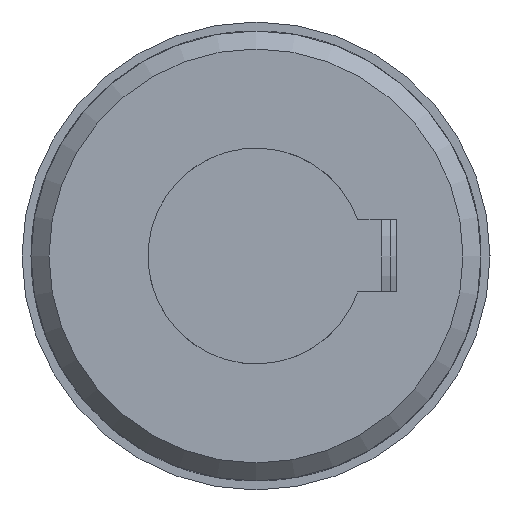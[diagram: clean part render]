
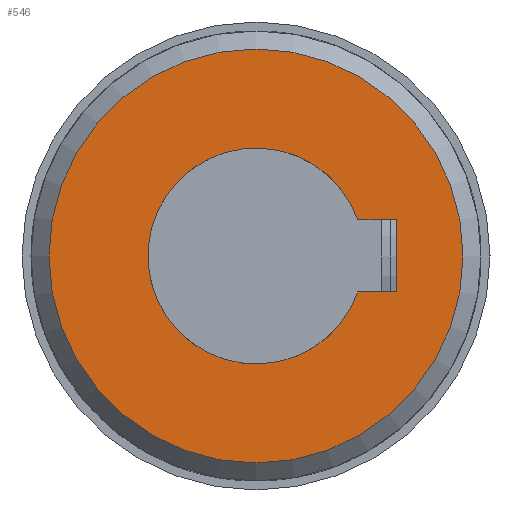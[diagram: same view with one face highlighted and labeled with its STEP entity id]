
A CAD part, left-side view. The second image highlights one B-rep face of the part: STEP entity #546.
In plain terms, the highlighted planar face has unit normal (-1, 0, 0).
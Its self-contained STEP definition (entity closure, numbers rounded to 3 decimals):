
#546 = ADVANCED_FACE( '', ( #1099, #1100 ), #1101, .T. );
#1099 = FACE_BOUND( '', #1681, .T. );
#1100 = FACE_OUTER_BOUND( '', #1682, .T. );
#1101 = PLANE( '', #1683 );
#1681 = EDGE_LOOP( '', ( #2920, #2921, #2922, #2923 ) );
#1682 = EDGE_LOOP( '', ( #2924 ) );
#1683 = AXIS2_PLACEMENT_3D( '', #2925, #2926, #2927 );
#2920 = ORIENTED_EDGE( '', *, *, #3822, .T. );
#2921 = ORIENTED_EDGE( '', *, *, #3794, .T. );
#2922 = ORIENTED_EDGE( '', *, *, #3664, .T. );
#2923 = ORIENTED_EDGE( '', *, *, #3863, .T. );
#2924 = ORIENTED_EDGE( '', *, *, #3718, .F. );
#2925 = CARTESIAN_POINT( '', ( 0., 11.5, 0. ) );
#2926 = DIRECTION( '', ( -1., 0., 0. ) );
#2927 = DIRECTION( '', ( 0., 0., 1. ) );
#3664 = EDGE_CURVE( '', #4457, #4455, #4458, .T. );
#3718 = EDGE_CURVE( '', #4530, #4530, #4531, .T. );
#3794 = EDGE_CURVE( '', #4633, #4457, #4634, .T. );
#3822 = EDGE_CURVE( '', #4666, #4633, #4667, .T. );
#3863 = EDGE_CURVE( '', #4455, #4666, #4722, .T. );
#4455 = VERTEX_POINT( '', #6130 );
#4457 = VERTEX_POINT( '', #6133 );
#4458 = LINE( '', #6134, #6135 );
#4530 = VERTEX_POINT( '', #6233 );
#4531 = CIRCLE( '', #6234, 11.5 );
#4633 = VERTEX_POINT( '', #6544 );
#4634 = CIRCLE( '', #6545, 6. );
#4666 = VERTEX_POINT( '', #6591 );
#4667 = LINE( '', #6592, #6593 );
#4722 = LINE( '', #6668, #6669 );
#6130 = CARTESIAN_POINT( '', ( 0., -2., -7.8 ) );
#6133 = CARTESIAN_POINT( '', ( 0., -2., -5.657 ) );
#6134 = CARTESIAN_POINT( '', ( 0., -2., 0. ) );
#6135 = VECTOR( '', #7238, 1000. );
#6233 = CARTESIAN_POINT( '', ( 0., 0., -11.5 ) );
#6234 = AXIS2_PLACEMENT_3D( '', #7292, #7293, #7294 );
#6544 = CARTESIAN_POINT( '', ( 0., 2., -5.657 ) );
#6545 = AXIS2_PLACEMENT_3D( '', #7400, #7401, #7402 );
#6591 = CARTESIAN_POINT( '', ( 0., 2., -7.8 ) );
#6592 = CARTESIAN_POINT( '', ( 0., 2., -7.8 ) );
#6593 = VECTOR( '', #7423, 1000. );
#6668 = CARTESIAN_POINT( '', ( 0., -2., -7.8 ) );
#6669 = VECTOR( '', #7456, 1000. );
#7238 = DIRECTION( '', ( 0., 0., -1. ) );
#7292 = CARTESIAN_POINT( '', ( 0., 0., 0. ) );
#7293 = DIRECTION( '', ( 1., 0., 0. ) );
#7294 = DIRECTION( '', ( 0., 0., -1. ) );
#7400 = CARTESIAN_POINT( '', ( 0., 0., 0. ) );
#7401 = DIRECTION( '', ( 1., 0., 0. ) );
#7402 = DIRECTION( '', ( 0., 0., -1. ) );
#7423 = DIRECTION( '', ( 0., 0., 1. ) );
#7456 = DIRECTION( '', ( 0., 1., 0. ) );
